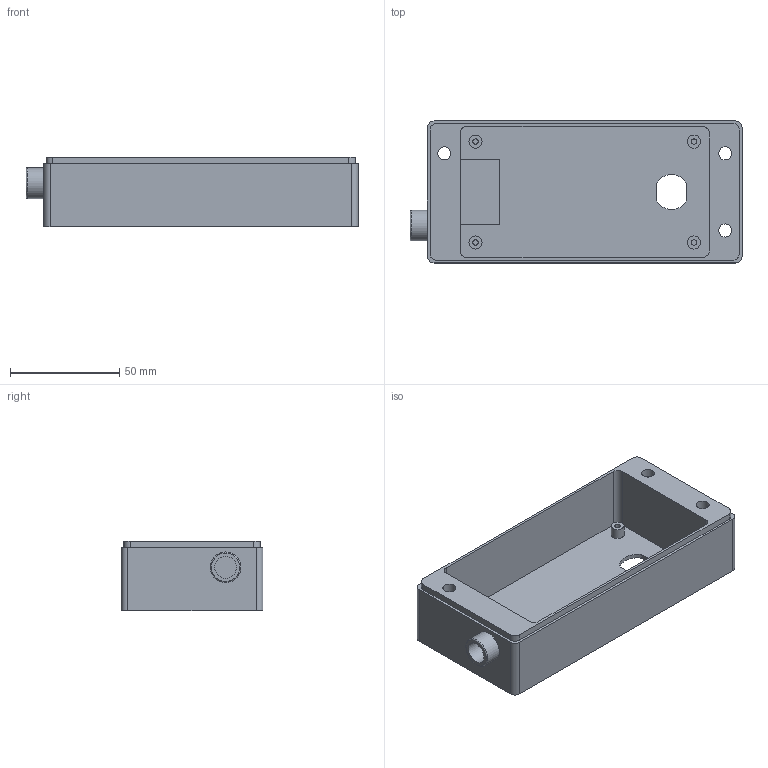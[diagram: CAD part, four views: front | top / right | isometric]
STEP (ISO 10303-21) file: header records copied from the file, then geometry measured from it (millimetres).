
FILE_DESCRIPTION(('FreeCAD Model'),'2;1');
FILE_NAME('Open CASCADE Shape Model','2025-12-08T11:32:30',(''),(''), 'Open CASCADE STEP processor 7.8','FreeCAD','Unknown');
FILE_SCHEMA(('AUTOMOTIVE_DESIGN { 1 0 10303 214 1 1 1 1 }'));
Length unit declared in the file: millimetre
Products named in the file (1): WILB_251_bot_v1
Bounding box: 152 x 65 x 32 mm (x, y, z)
Volume: 85175.6 mm3; surface area: 46821.1 mm2
Topology: 1 solids, 1 shells, 330 faces, 893 edges, 595 vertices
Faces by surface type: extrusion 247, plane 50, cylinder 32, torus 1
Full cylindrical faces by diameter (mm): 2.5 x4, 6 x7, 10 x1, 11 x3, 14 x1
Entity records: 11096 total; most frequent: CARTESIAN_POINT 3646, ORIENTED_EDGE 1786, EDGE_CURVE 893, DIRECTION 880, B_SPLINE_CURVE_WITH_KNOTS 741, VERTEX_POINT 595, VECTOR 580, FACE_BOUND 370
